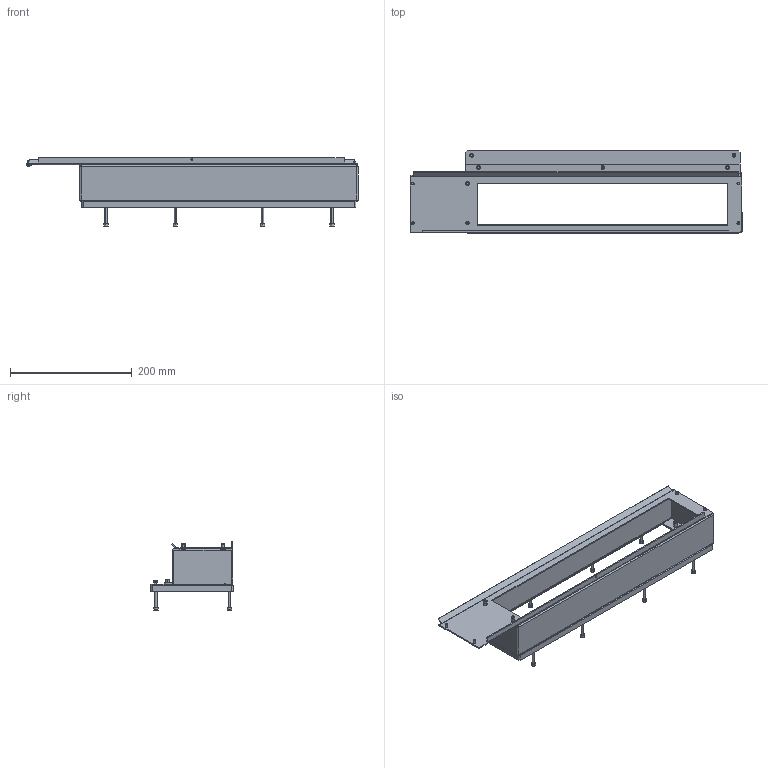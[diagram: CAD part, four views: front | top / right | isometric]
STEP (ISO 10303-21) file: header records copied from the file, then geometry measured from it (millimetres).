
FILE_DESCRIPTION (( 'STEP AP214' ), '1' );
FILE_NAME ('INGUN_115565.STEP', '2024-10-10T10:53:32', ( '' ), ( '' ), 'SwSTEP 2.0', 'SolidWorks 2021', '' );
FILE_SCHEMA (( 'AUTOMOTIVE_DESIGN' ));
Length unit declared in the file: millimetre
Products named in the file (10): INGUN_115565; ISO7380~n_M04,0x008; 115670~2_S; 114023~1; DIN7991~n_M04,0x016; DIN912~n_M04,0x008; DIN912~n_M04,0x035; 115568~1; DIN7991~n_M04,0x010 VA; 115756~0_S
Assembly tree (25 placements, depth 2):
  INGUN_115565
    114023~1
    115670~2_S
    115568~1
    115756~0_S
    ISO7380~n_M04,0x008  x2
    DIN7991~n_M04,0x016  x4
    DIN912~n_M04,0x008  x4
    DIN7991~n_M04,0x010 VA  x3
    DIN912~n_M04,0x035  x8
Bounding box: 546.5 x 135.5 x 113 mm (x, y, z)
Volume: 415561.8 mm3; surface area: 349811.6 mm2
Topology: 25 solids, 25 shells, 927 faces, 2300 edges, 1467 vertices
Faces by surface type: cylinder 573, plane 256, cone 94, torus 4
Entity records: 15201 total; most frequent: DIRECTION 2679, CARTESIAN_POINT 2455, ORIENTED_EDGE 2348, EDGE_CURVE 1174, AXIS2_PLACEMENT_3D 1017, VERTEX_POINT 741, VECTOR 645, LINE 645
